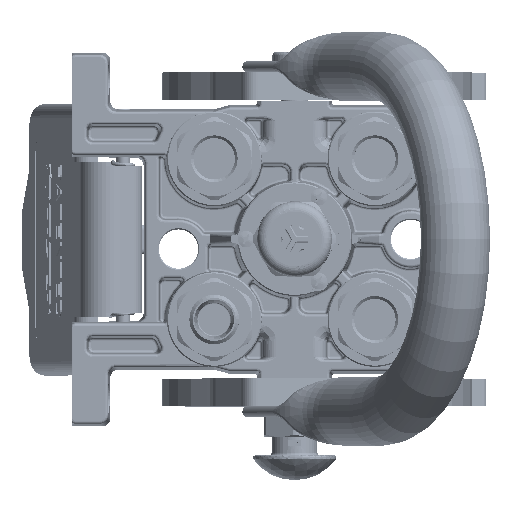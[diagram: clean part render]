
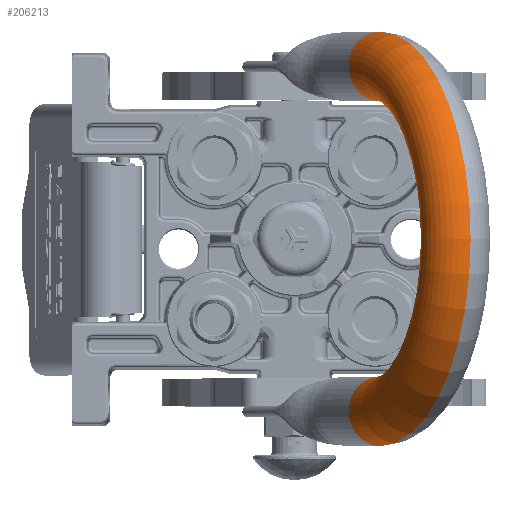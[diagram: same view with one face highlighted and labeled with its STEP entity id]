
A CAD part, top view. The second image highlights one B-rep face of the part: STEP entity #206213.
In plain terms, the highlighted toroidal (fillet/blend) face has major radius 62.25 mm and minor radius 12.5 mm.
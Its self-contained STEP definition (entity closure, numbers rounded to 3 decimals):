
#7625 = CARTESIAN_POINT ( 'NONE',  ( 0., 0., 25.25 ) ) ;
#9031 = CARTESIAN_POINT ( 'NONE',  ( -49.75, 0., 25.25 ) ) ;
#12845 = FACE_OUTER_BOUND ( 'NONE', #184693, .T. ) ;
#16814 = DIRECTION ( 'NONE',  ( 1., 0., 0. ) ) ;
#18386 = TOROIDAL_SURFACE ( 'NONE', #225183, 62.25, 12.5 ) ;
#19739 = VERTEX_POINT ( 'NONE', #152670 ) ;
#25960 = EDGE_CURVE ( 'NONE', #149813, #19739, #217435, .T. ) ;
#35357 = DIRECTION ( 'NONE',  ( 0., 0., -1. ) ) ;
#36078 = CARTESIAN_POINT ( 'NONE',  ( 0., 0., 25.25 ) ) ;
#37722 = DIRECTION ( 'NONE',  ( 1., 0., 0. ) ) ;
#41767 = CIRCLE ( 'NONE', #210127, 12.5 ) ;
#42076 = ORIENTED_EDGE ( 'NONE', *, *, #47718, .F. ) ;
#46653 = CARTESIAN_POINT ( 'NONE',  ( -74.75, 0., 25.25 ) ) ;
#47718 = EDGE_CURVE ( 'NONE', #53354, #19739, #85591, .T. ) ;
#48594 = AXIS2_PLACEMENT_3D ( 'NONE', #160777, #35357, #16814 ) ;
#53354 = VERTEX_POINT ( 'NONE', #152265 ) ;
#56735 = DIRECTION ( 'NONE',  ( 0., 1., 0. ) ) ;
#60606 = EDGE_CURVE ( 'NONE', #215071, #149813, #41767, .T. ) ;
#67031 = DIRECTION ( 'NONE',  ( -1., 0., 0. ) ) ;
#85591 = CIRCLE ( 'NONE', #48594, 12.5 ) ;
#94253 = EDGE_CURVE ( 'NONE', #215071, #53354, #105139, .T. ) ;
#104035 = ORIENTED_EDGE ( 'NONE', *, *, #60606, .T. ) ;
#105139 = CIRCLE ( 'NONE', #132292, 74.75 ) ;
#111560 = DIRECTION ( 'NONE',  ( 0., 1., 0. ) ) ;
#119465 = CARTESIAN_POINT ( 'NONE',  ( -62.25, 0., 25.25 ) ) ;
#127072 = ORIENTED_EDGE ( 'NONE', *, *, #94253, .F. ) ;
#132292 = AXIS2_PLACEMENT_3D ( 'NONE', #7625, #111560, #180128 ) ;
#139405 = DIRECTION ( 'NONE',  ( 0., 0., 1. ) ) ;
#149813 = VERTEX_POINT ( 'NONE', #9031 ) ;
#152265 = CARTESIAN_POINT ( 'NONE',  ( 74.75, 0., 25.25 ) ) ;
#152670 = CARTESIAN_POINT ( 'NONE',  ( 49.75, 0., 25.25 ) ) ;
#159306 = CARTESIAN_POINT ( 'NONE',  ( 0., 0., 25.25 ) ) ;
#160777 = CARTESIAN_POINT ( 'NONE',  ( 62.25, 0., 25.25 ) ) ;
#165001 = AXIS2_PLACEMENT_3D ( 'NONE', #36078, #56735, #176911 ) ;
#176911 = DIRECTION ( 'NONE',  ( -1., 0., 0. ) ) ;
#180128 = DIRECTION ( 'NONE',  ( -1., 0., 0. ) ) ;
#184693 = EDGE_LOOP ( 'NONE', ( #208802, #42076, #127072, #104035 ) ) ;
#206213 = ADVANCED_FACE ( 'NONE', ( #12845 ), #18386, .T. ) ;
#208802 = ORIENTED_EDGE ( 'NONE', *, *, #25960, .T. ) ;
#210038 = DIRECTION ( 'NONE',  ( 0., 1., 0. ) ) ;
#210127 = AXIS2_PLACEMENT_3D ( 'NONE', #119465, #139405, #67031 ) ;
#215071 = VERTEX_POINT ( 'NONE', #46653 ) ;
#217435 = CIRCLE ( 'NONE', #165001, 49.75 ) ;
#225183 = AXIS2_PLACEMENT_3D ( 'NONE', #159306, #210038, #37722 ) ;
